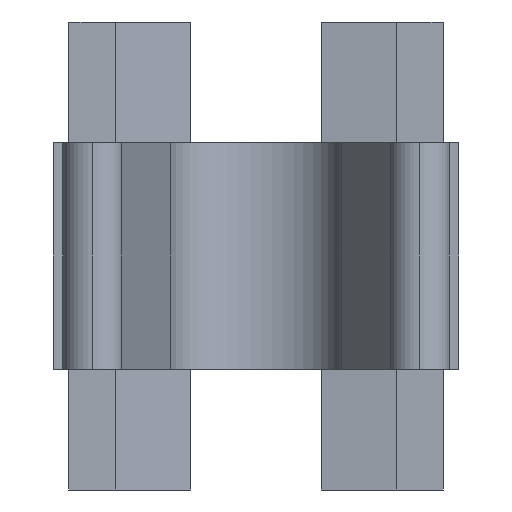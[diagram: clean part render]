
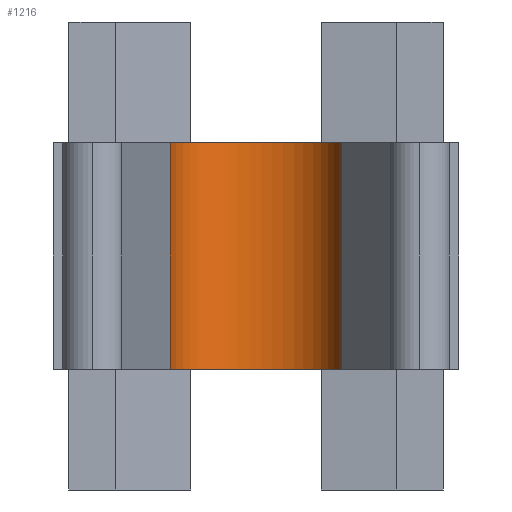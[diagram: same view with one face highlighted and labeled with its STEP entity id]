
A CAD part, left-side view. The second image highlights one B-rep face of the part: STEP entity #1216.
In plain terms, the highlighted free-form (B-spline) face has degree [5, 1] with [10, 2] control points.
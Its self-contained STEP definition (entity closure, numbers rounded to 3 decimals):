
#15=(
BOUNDED_SURFACE()
B_SPLINE_SURFACE(5,1,((#1969,#1970),(#1971,#1972),(#1973,#1974),(#1975,
#1976),(#1977,#1978),(#1979,#1980),(#1981,#1982),(#1983,#1984),(#1985,#1986),
(#1987,#1988)),.UNSPECIFIED.,.F.,.F.,.F.)
B_SPLINE_SURFACE_WITH_KNOTS((6,1,1,1,1,6),(2,2),(0.,0.2,0.4,0.6,0.8,1.),
(0.,0.58),.UNSPECIFIED.)
GEOMETRIC_REPRESENTATION_ITEM()
RATIONAL_B_SPLINE_SURFACE(((1.,1.),(1.,1.),(1.,1.),(1.,1.),(1.,1.),(1.,
1.),(1.,1.),(1.,1.),(1.,1.),(1.,1.)))
REPRESENTATION_ITEM('')
SURFACE()
);
#24=(
BOUNDED_CURVE()
B_SPLINE_CURVE(5,(#1888,#1889,#1890,#1891,#1892,#1893,#1894,#1895,#1896,
#1897),.UNSPECIFIED.,.F.,.F.)
B_SPLINE_CURVE_WITH_KNOTS((6,1,1,1,1,6),(0.,0.2,0.4,0.6,0.8,1.),
 .UNSPECIFIED.)
CURVE()
GEOMETRIC_REPRESENTATION_ITEM()
RATIONAL_B_SPLINE_CURVE((1.,1.,1.,1.,1.,1.,1.,1.,1.,1.))
REPRESENTATION_ITEM('')
);
#25=(
BOUNDED_CURVE()
B_SPLINE_CURVE(5,(#1989,#1990,#1991,#1992,#1993,#1994,#1995,#1996,#1997,
#1998),.UNSPECIFIED.,.F.,.F.)
B_SPLINE_CURVE_WITH_KNOTS((6,1,1,1,1,6),(0.,0.2,0.4,0.6,0.8,1.),
 .UNSPECIFIED.)
CURVE()
GEOMETRIC_REPRESENTATION_ITEM()
RATIONAL_B_SPLINE_CURVE((1.,1.,1.,1.,1.,1.,1.,1.,1.,1.))
REPRESENTATION_ITEM('')
);
#115=FACE_OUTER_BOUND('',#183,.T.);
#183=EDGE_LOOP('',(#1040,#1041,#1042,#1043));
#311=LINE('',#1931,#455);
#329=LINE('',#1968,#473);
#455=VECTOR('',#1561,10.);
#473=VECTOR('',#1603,10.);
#577=VERTEX_POINT('',#1885);
#578=VERTEX_POINT('',#1887);
#591=VERTEX_POINT('',#1930);
#598=VERTEX_POINT('',#1966);
#722=EDGE_CURVE('',#578,#577,#24,.T.);
#739=EDGE_CURVE('',#578,#591,#311,.T.);
#758=EDGE_CURVE('',#577,#598,#329,.T.);
#759=EDGE_CURVE('',#591,#598,#25,.T.);
#1040=ORIENTED_EDGE('',*,*,#722,.T.);
#1041=ORIENTED_EDGE('',*,*,#758,.T.);
#1042=ORIENTED_EDGE('',*,*,#759,.F.);
#1043=ORIENTED_EDGE('',*,*,#739,.F.);
#1216=ADVANCED_FACE('',(#115),#15,.T.);
#1561=DIRECTION('',(0.,0.,1.));
#1603=DIRECTION('',(0.,0.,1.));
#1885=CARTESIAN_POINT('',(-7.35,-2.2,0.));
#1887=CARTESIAN_POINT('',(-7.35,2.2,0.));
#1888=CARTESIAN_POINT('Ctrl Pts',(-7.35,2.2,0.));
#1889=CARTESIAN_POINT('Ctrl Pts',(-7.074,2.124,0.));
#1890=CARTESIAN_POINT('Ctrl Pts',(-6.588,1.92,0.));
#1891=CARTESIAN_POINT('Ctrl Pts',(-6.059,1.459,0.));
#1892=CARTESIAN_POINT('Ctrl Pts',(-5.711,0.593,0.));
#1893=CARTESIAN_POINT('Ctrl Pts',(-5.752,-0.634,0.));
#1894=CARTESIAN_POINT('Ctrl Pts',(-6.138,-1.491,0.));
#1895=CARTESIAN_POINT('Ctrl Pts',(-6.649,-1.939,0.));
#1896=CARTESIAN_POINT('Ctrl Pts',(-7.098,-2.131,0.));
#1897=CARTESIAN_POINT('Ctrl Pts',(-7.35,-2.2,0.));
#1930=CARTESIAN_POINT('',(-7.35,2.2,5.8));
#1931=CARTESIAN_POINT('',(-7.35,2.2,0.));
#1966=CARTESIAN_POINT('',(-7.35,-2.2,5.8));
#1968=CARTESIAN_POINT('',(-7.35,-2.2,0.));
#1969=CARTESIAN_POINT('Ctrl Pts',(-7.35,2.2,0.));
#1970=CARTESIAN_POINT('Ctrl Pts',(-7.35,2.2,5.8));
#1971=CARTESIAN_POINT('Ctrl Pts',(-7.074,2.124,0.));
#1972=CARTESIAN_POINT('Ctrl Pts',(-7.074,2.124,5.8));
#1973=CARTESIAN_POINT('Ctrl Pts',(-6.588,1.92,0.));
#1974=CARTESIAN_POINT('Ctrl Pts',(-6.588,1.92,5.8));
#1975=CARTESIAN_POINT('Ctrl Pts',(-6.059,1.459,0.));
#1976=CARTESIAN_POINT('Ctrl Pts',(-6.059,1.459,5.8));
#1977=CARTESIAN_POINT('Ctrl Pts',(-5.711,0.593,0.));
#1978=CARTESIAN_POINT('Ctrl Pts',(-5.711,0.593,5.8));
#1979=CARTESIAN_POINT('Ctrl Pts',(-5.752,-0.634,0.));
#1980=CARTESIAN_POINT('Ctrl Pts',(-5.752,-0.634,5.8));
#1981=CARTESIAN_POINT('Ctrl Pts',(-6.138,-1.491,0.));
#1982=CARTESIAN_POINT('Ctrl Pts',(-6.138,-1.491,5.8));
#1983=CARTESIAN_POINT('Ctrl Pts',(-6.649,-1.939,0.));
#1984=CARTESIAN_POINT('Ctrl Pts',(-6.649,-1.939,5.8));
#1985=CARTESIAN_POINT('Ctrl Pts',(-7.098,-2.131,0.));
#1986=CARTESIAN_POINT('Ctrl Pts',(-7.098,-2.131,5.8));
#1987=CARTESIAN_POINT('Ctrl Pts',(-7.35,-2.2,0.));
#1988=CARTESIAN_POINT('Ctrl Pts',(-7.35,-2.2,5.8));
#1989=CARTESIAN_POINT('Ctrl Pts',(-7.35,2.2,5.8));
#1990=CARTESIAN_POINT('Ctrl Pts',(-7.074,2.124,5.8));
#1991=CARTESIAN_POINT('Ctrl Pts',(-6.588,1.92,5.8));
#1992=CARTESIAN_POINT('Ctrl Pts',(-6.059,1.459,5.8));
#1993=CARTESIAN_POINT('Ctrl Pts',(-5.711,0.593,5.8));
#1994=CARTESIAN_POINT('Ctrl Pts',(-5.752,-0.634,5.8));
#1995=CARTESIAN_POINT('Ctrl Pts',(-6.138,-1.491,5.8));
#1996=CARTESIAN_POINT('Ctrl Pts',(-6.649,-1.939,5.8));
#1997=CARTESIAN_POINT('Ctrl Pts',(-7.098,-2.131,5.8));
#1998=CARTESIAN_POINT('Ctrl Pts',(-7.35,-2.2,5.8));
